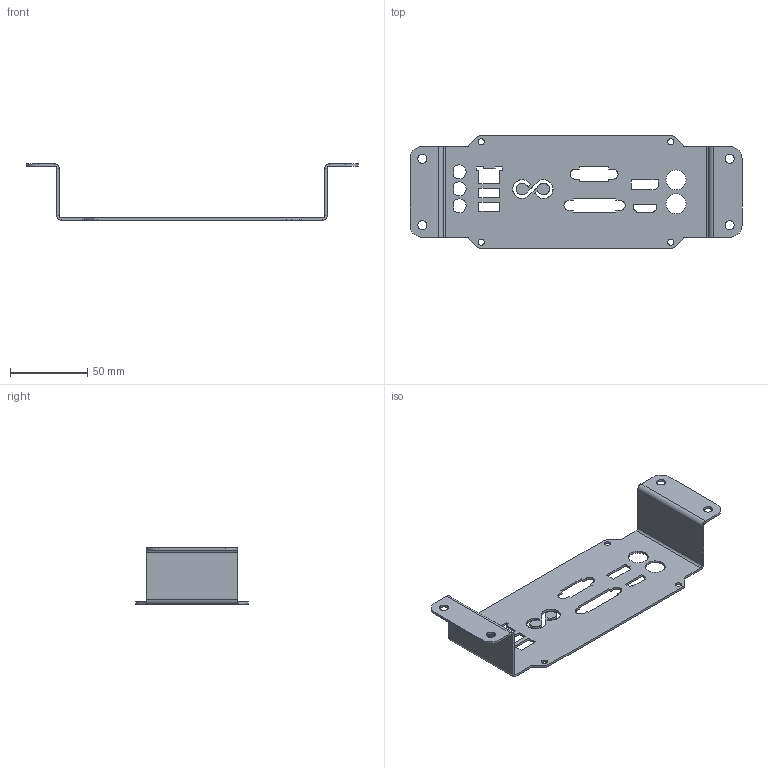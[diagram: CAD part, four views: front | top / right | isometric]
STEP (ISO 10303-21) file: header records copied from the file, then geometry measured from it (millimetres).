
FILE_DESCRIPTION((''),'2;1');
FILE_NAME('3D','2022-05-25T',('34660'),(''),'PRO/ENGINEER BY PARAMETRIC TECHNOLOGY CORPORATION, 2012130','PRO/ENGINEER BY PARAMETRIC TECHNOLOGY CORPORATION, 2012130','');
FILE_SCHEMA(('CONFIG_CONTROL_DESIGN'));
Length unit declared in the file: millimetre
Products named in the file (1): 3D
Bounding box: 215 x 73 x 36.5 mm (x, y, z)
Volume: 24879.1 mm3; surface area: 35396.6 mm2
Topology: 1 solids, 1 shells, 153 faces, 421 edges, 270 vertices
Faces by surface type: plane 94, cylinder 49, bspline 10
Entity records: 6926 total; most frequent: CARTESIAN_POINT 1558, ORIENTED_EDGE 842, DIRECTION 785, PRESENTATION_STYLE_ASSIGNMENT 422, STYLED_ITEM 422, CURVE_STYLE 421, EDGE_CURVE 421, VECTOR 303
